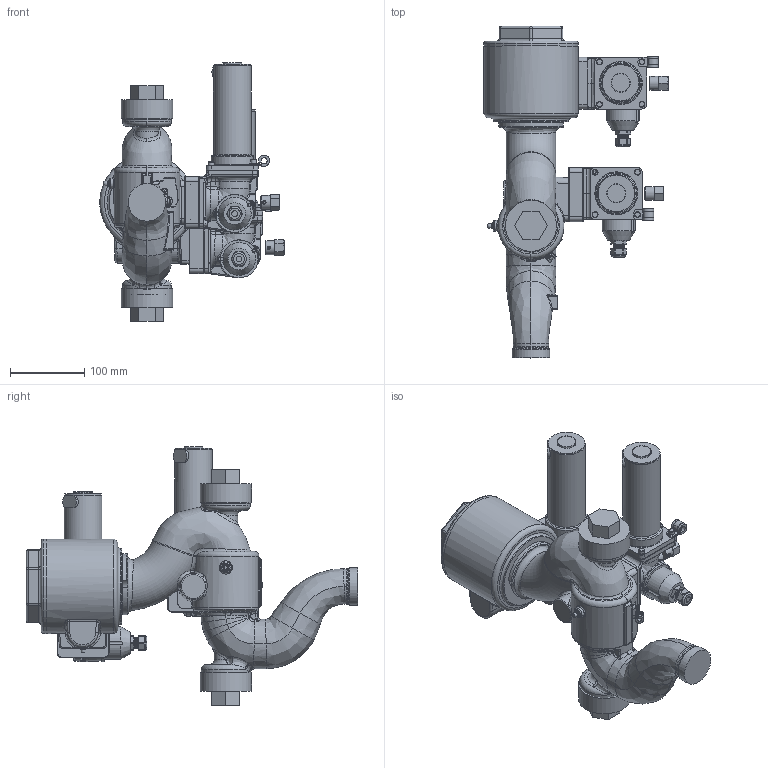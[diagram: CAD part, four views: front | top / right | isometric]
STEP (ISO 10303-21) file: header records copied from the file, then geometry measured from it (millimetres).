
FILE_DESCRIPTION (( 'STEP AP214' ), '1' );
FILE_NAME ('7161-STEP.STEP', '2014-10-15T16:11:51', ( 'eb' ), ( '' ), 'SwSTEP 2.0', 'SolidWorks 2013', '' );
FILE_SCHEMA (( 'AUTOMOTIVE_DESIGN' ));
Length unit declared in the file: inch
Products named in the file (1): 7161-STEP
Bounding box: 248.15 x 446.68 x 348.45 mm (x, y, z)
Surface area: 629292.4 mm2 (no closed solid volume)
Topology: 0 solids, 59 shells, 1936 faces, 4509 edges, 2732 vertices
Faces by surface type: plane 627, cylinder 462, bspline 379, cone 300, torus 125, sphere 43
Full cylindrical faces by diameter (mm): 2.845 x4, 3.505 x1, 4.648 x4, 4.826 x17, 4.953 x2, 5.105 x6, 6.325 x2, 6.35 x2, 6.655 x1, 7.874 x2, 7.937 x9, 7.938 x12, 8.331 x4, 9.525 x2, 12.751 x2, 15.875 x2, 18.542 x2, 19.05 x2, 35.712 x2, 38.1 x6, 40.742 x2, 41.656 x2, 47.65 x1, 49.225 x2, 50.546 x1, 50.8 x8, 50.927 x1, 57.15 x2, 57.912 x2, 58.115 x2
Entity records: 81414 total; most frequent: CARTESIAN_POINT 42348, ORIENTED_EDGE 7708, DIRECTION 7409, EDGE_CURVE 3858, AXIS2_PLACEMENT_3D 3068, VERTEX_POINT 2550, EDGE_LOOP 2466, FACE_OUTER_BOUND 2130
